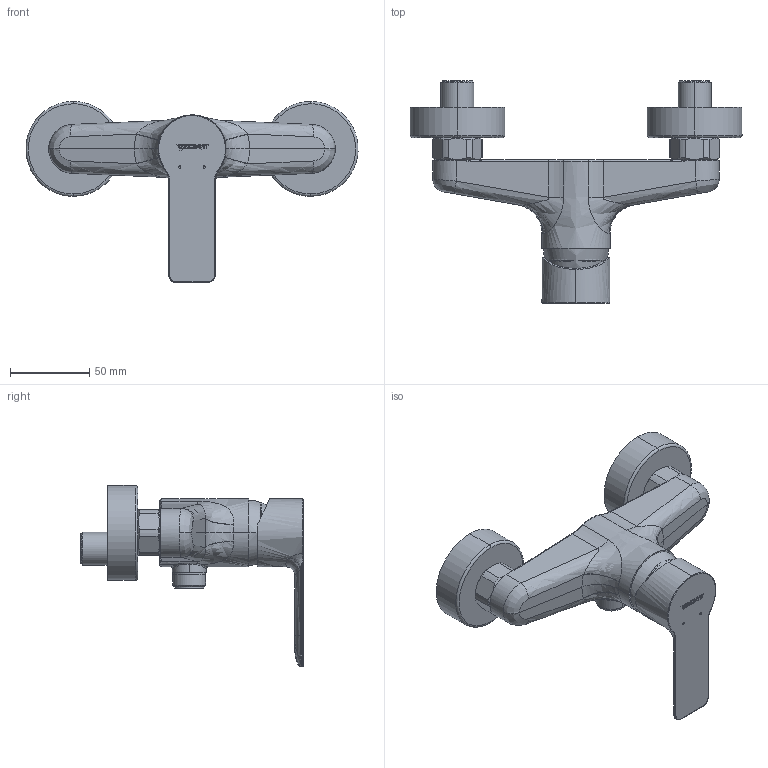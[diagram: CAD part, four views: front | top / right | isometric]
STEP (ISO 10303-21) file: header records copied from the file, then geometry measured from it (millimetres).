
FILE_DESCRIPTION(/* description */ (''),/* implementation_level */ '2;1');
FILE_NAME(/* name */ 'DC4230001',/* time_stamp */ '2024-01-10T11:06:40+01:00',/* author */ (''),/* organization */ (''),/* preprocessor_version */ 'ST-DEVELOPER v15',/* originating_system */ '',/* authorisation */ '');
FILE_SCHEMA (('AUTOMOTIVE_DESIGN'));
Length unit declared in the file: millimetre
Products named in the file (1): Document
Bounding box: 209.89 x 140.69 x 114.5 mm (x, y, z)
Volume: 117743.4 mm3; surface area: 74578.6 mm2
Topology: 6 solids, 21 shells, 504 faces, 1255 edges, 758 vertices
Faces by surface type: bspline 357, plane 147
Entity records: 26793 total; most frequent: CARTESIAN_POINT 19434, ORIENTED_EDGE 2414, EDGE_CURVE 1261, B_SPLINE_CURVE_WITH_KNOTS 810, VERTEX_POINT 756, EDGE_LOOP 532, ADVANCED_FACE 500, FACE_OUTER_BOUND 500
